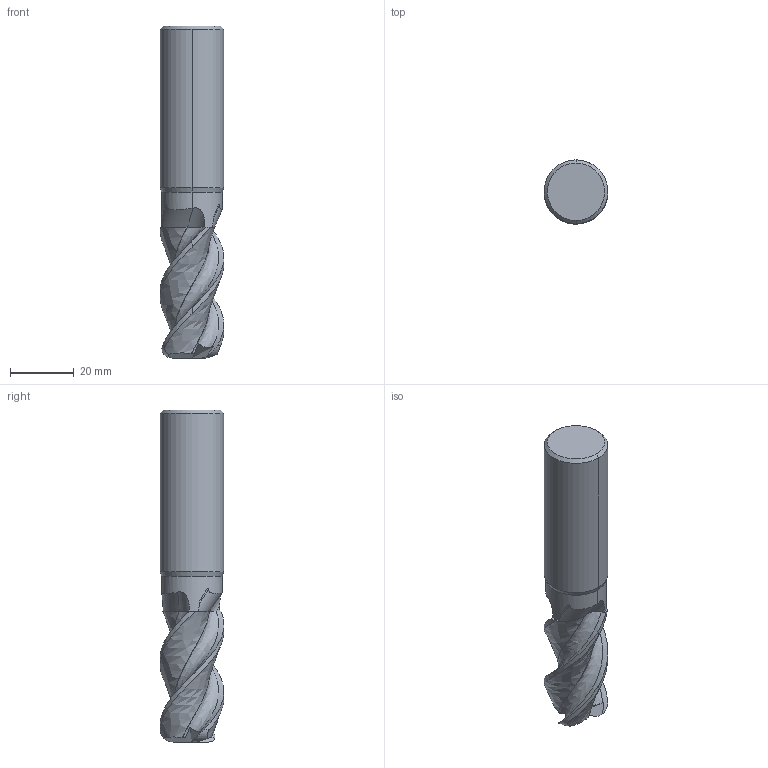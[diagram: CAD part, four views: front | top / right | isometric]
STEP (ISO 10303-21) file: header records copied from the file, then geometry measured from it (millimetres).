
FILE_DESCRIPTION(('no description'),'unknown implementation level');
FILE_NAME('EXN1-M06-0003-20_4-Detail.stp',' ',('CIMSOURCE GmbH'),('CADClick - KiM GmbH - www.kimweb.de'),'unknown preprocess','ACIS','unknown authorization');
FILE_SCHEMA(('automotive_design'));
Length unit declared in the file: millimetre
Products named in the file (2): NOCUT; CUT
Bounding box: 20 x 20 x 104 mm (x, y, z)
Volume: 25912.8 mm3; surface area: 7358.2 mm2
Topology: 2 solids, 2 shells, 85 faces, 233 edges, 148 vertices
Faces by surface type: plane 25, bspline 24, cone 15, revolution 12, torus 5, cylinder 4
Entity records: 17001 total; most frequent: CARTESIAN_POINT 12563, STYLED_ITEM 464, PRESENTATION_STYLE_ASSIGNMENT 464, COLOUR_RGB 464, ORIENTED_EDGE 458, DIRECTION 259, EDGE_CURVE 229, CURVE_STYLE 229
